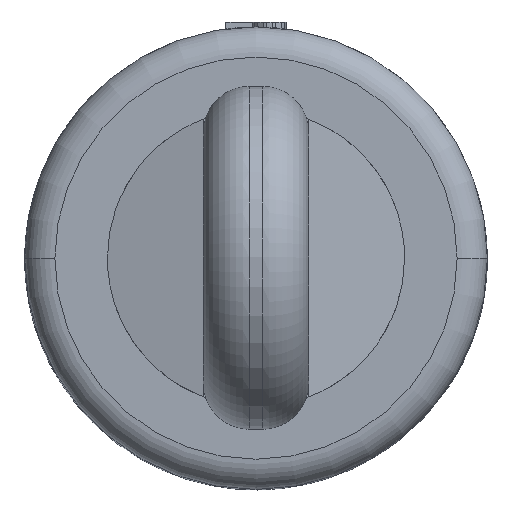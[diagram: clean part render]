
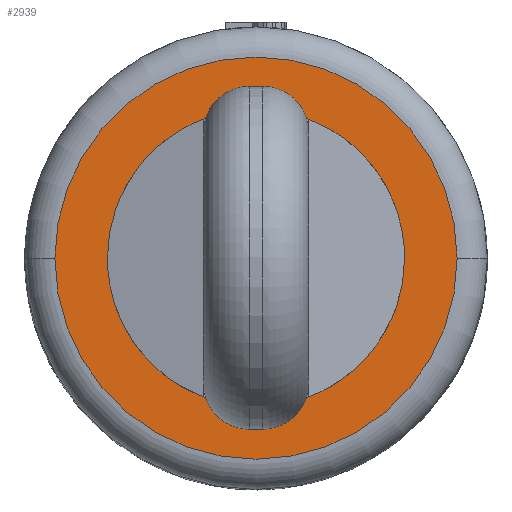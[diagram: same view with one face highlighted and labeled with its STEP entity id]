
A CAD part, top view. The second image highlights one B-rep face of the part: STEP entity #2939.
In plain terms, the highlighted planar face has unit normal (0, 0, 1).
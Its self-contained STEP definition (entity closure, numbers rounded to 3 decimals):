
#2=CARTESIAN_POINT('',(0.,0.,156.));
#3=DIRECTION('',(0.,0.,1.));
#4=DIRECTION('',(1.,0.,0.));
#5=AXIS2_PLACEMENT_3D('',#2,#3,#4);
#7=CARTESIAN_POINT('',(0.,0.,156.));
#8=DIRECTION('',(0.,0.,1.));
#9=DIRECTION('',(-1.,0.,0.));
#10=AXIS2_PLACEMENT_3D('',#7,#8,#9);
#12=CARTESIAN_POINT('',(0.,0.,156.));
#13=DIRECTION('',(0.,0.,-1.));
#14=DIRECTION('',(-1.,0.,0.));
#15=AXIS2_PLACEMENT_3D('',#12,#13,#14);
#17=CARTESIAN_POINT('',(0.,0.,156.));
#18=DIRECTION('',(0.,0.,-1.));
#19=DIRECTION('',(1.,0.,0.));
#20=AXIS2_PLACEMENT_3D('',#17,#18,#19);
#2409=CARTESIAN_POINT('',(44.,0.,156.));
#2410=VERTEX_POINT('',#2409);
#2411=CARTESIAN_POINT('',(-44.,0.,156.));
#2412=VERTEX_POINT('',#2411);
#2427=CARTESIAN_POINT('',(-32.5,0.,156.));
#2428=VERTEX_POINT('',#2427);
#2429=CARTESIAN_POINT('',(32.5,0.,156.));
#2430=VERTEX_POINT('',#2429);
#2922=CARTESIAN_POINT('',(0.,0.,156.));
#2923=DIRECTION('',(0.,0.,1.));
#2924=DIRECTION('',(1.,0.,0.));
#2925=AXIS2_PLACEMENT_3D('',#2922,#2923,#2924);
#2926=PLANE('',#2925);
#2928=ORIENTED_EDGE('',*,*,#2927,.T.);
#2930=ORIENTED_EDGE('',*,*,#2929,.T.);
#2931=EDGE_LOOP('',(#2928,#2930));
#2932=FACE_OUTER_BOUND('',#2931,.F.);
#2934=ORIENTED_EDGE('',*,*,#2933,.T.);
#2936=ORIENTED_EDGE('',*,*,#2935,.T.);
#2937=EDGE_LOOP('',(#2934,#2936));
#2938=FACE_BOUND('',#2937,.F.);
#2939=ADVANCED_FACE('',(#2932,#2938),#2926,.T.);
#6=CIRCLE('',#5,32.5);
#11=CIRCLE('',#10,32.5);
#16=CIRCLE('',#15,44.);
#21=CIRCLE('',#20,44.);
#2927=EDGE_CURVE('',#2412,#2410,#16,.T.);
#2929=EDGE_CURVE('',#2410,#2412,#21,.T.);
#2933=EDGE_CURVE('',#2430,#2428,#6,.T.);
#2935=EDGE_CURVE('',#2428,#2430,#11,.T.);
